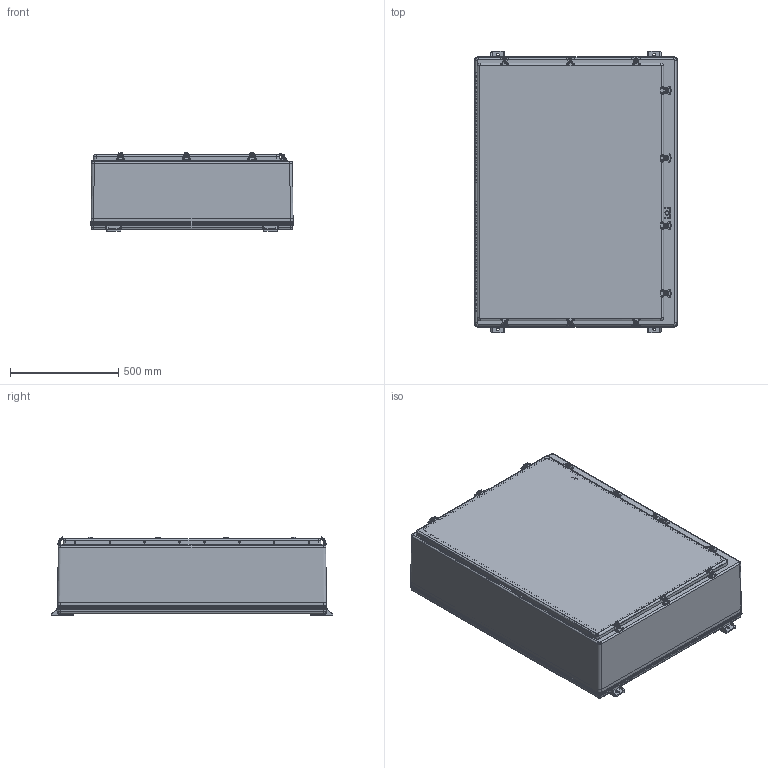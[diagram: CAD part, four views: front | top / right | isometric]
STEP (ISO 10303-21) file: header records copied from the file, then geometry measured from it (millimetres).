
FILE_DESCRIPTION(/* description */ (''),/* implementation_level */ '2;1');
FILE_NAME(/* name */ 'HW-N4X483612CH.stp',/* time_stamp */ '2014-03-13T12:07:44-05:00',/* author */ ('pmescher'),/* organization */ (''),/* preprocessor_version */ 'ST-DEVELOPER v15.2',/* originating_system */ 'Autodesk Inventor 2014',/* authorisation */ '');
FILE_SCHEMA (('AUTOMOTIVE_DESIGN { 1 0 10303 214 3 1 1 }'));
Length unit declared in the file: inch
Products named in the file (27): WPN483612SHWT; WPN4836B; WPN483612HWTPCVR; N483612G; WP483612HWU; 10-24 X 0.375 DP BRASS INSERT; LL150  LATCH KEEPER PAD; LL150 LATCH RIVET PIN; LL150 KEEPER PAD ASSEMBLY; LL150 LATCH CAM; LL150 LATCH WING; LL150 LATCH BASE; LL150 LATCH HINGE PIN; LL150 LATCH; WT150 LATCH BASE; WT LL150 LATCH; HASP; HASP INSERT; HASP SCREW; HASP ASSEMBLY; SS HINGE PIN (20); SS HINGE COVER (20); SS HINGE BASE  (20); 0.13 RIVET PIN; 20; 20_1; N483612HWT_STP
Bounding box: 941.39 x 1302.54 x 362.13 mm (x, y, z)
Volume: 21637511.5 mm3; surface area: 8363294.7 mm2
Topology: 121 solids, 121 shells, 3013 faces, 7363 edges, 4529 vertices
Faces by surface type: cylinder 1226, plane 1142, torus 349, bspline 136, sphere 122, cone 38
Full cylindrical faces by diameter (mm): 1.587 x40, 1.651 x16, 3.175 x82, 3.302 x108, 3.429 x20, 3.5 x20, 3.556 x40, 3.683 x2, 3.969 x20, 4.762 x20, 5.08 x20, 5.105 x1, 5.11 x1, 6.35 x1, 7.137 x4, 7.544 x16, 8.64 x2, 10.312 x1, 12.954 x2, 12.959 x2, 14.3 x8
Entity records: 34418 total; most frequent: CARTESIAN_POINT 10073, DIRECTION 5164, ORIENTED_EDGE 4530, EDGE_CURVE 2265, AXIS2_PLACEMENT_3D 2008, VERTEX_POINT 1536, EDGE_LOOP 1443, LINE 1148
